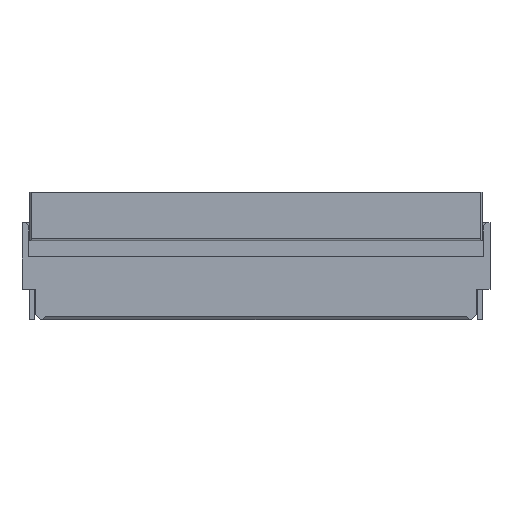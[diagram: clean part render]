
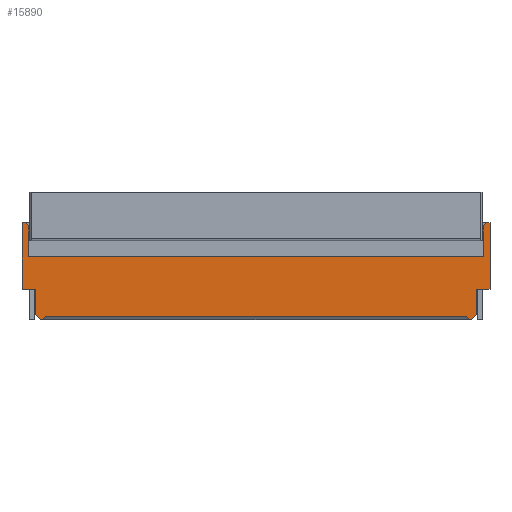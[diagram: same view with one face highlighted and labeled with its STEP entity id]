
A CAD part, top view. The second image highlights one B-rep face of the part: STEP entity #15890.
In plain terms, the highlighted planar face has unit normal (0, 0, 1).
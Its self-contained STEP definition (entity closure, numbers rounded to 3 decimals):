
#100=CARTESIAN_POINT('',(-6.9,1.,1.));
#110=VERTEX_POINT('',#100);
#360=CARTESIAN_POINT('',(-6.8,0.9,1.));
#370=VERTEX_POINT('',#360);
#400=CARTESIAN_POINT('',(10.,-15.9,1.));
#410=DIRECTION('',(-0.707,0.707,0.));
#420=VECTOR('',#410,1.);
#430=LINE('',#400,#420);
#440=EDGE_CURVE('',#370,#110,#430,.T.);
#2820=CARTESIAN_POINT('',(-6.8,-0.02,1.));
#2830=VERTEX_POINT('',#2820);
#2860=CARTESIAN_POINT('',(-6.8,0.695,1.));
#2870=DIRECTION('',(0.,1.,0.));
#2880=VECTOR('',#2870,1.);
#2890=LINE('',#2860,#2880);
#2900=EDGE_CURVE('',#2830,#370,#2890,.T.);
#5790=CARTESIAN_POINT('',(10.,1.,1.));
#5800=DIRECTION('',(-1.,0.,0.));
#5810=VECTOR('',#5800,1.);
#5820=LINE('',#5790,#5810);
#5830=CARTESIAN_POINT('',(-7.,1.,1.));
#5840=VERTEX_POINT('',#5830);
#5850=EDGE_CURVE('',#110,#5840,#5820,.T.);
#14450=CARTESIAN_POINT('',(-41.177,-1.494,
1.));
#14460=DIRECTION('',(0.,0.,1.));
#14470=DIRECTION('',(0.,-1.,0.));
#14480=AXIS2_PLACEMENT_3D('',#14450,#14460,#14470);
#14490=PLANE('',#14480);
#14500=CARTESIAN_POINT('',(6.8,0.695,1.));
#14510=DIRECTION('',(0.,1.,0.));
#14520=VECTOR('',#14510,1.);
#14530=LINE('',#14500,#14520);
#14540=CARTESIAN_POINT('',(6.8,-0.02,1.));
#14550=VERTEX_POINT('',#14540);
#14560=CARTESIAN_POINT('',(6.8,0.9,1.));
#14570=VERTEX_POINT('',#14560);
#14580=EDGE_CURVE('',#14550,#14570,#14530,.T.);
#14590=ORIENTED_EDGE('',*,*,#14580,.F.);
#14600=CARTESIAN_POINT('',(-10.,-15.9,1.));
#14610=DIRECTION('',(0.707,0.707,
0.));
#14620=VECTOR('',#14610,1.);
#14630=LINE('',#14600,#14620);
#14640=CARTESIAN_POINT('',(6.9,1.,1.));
#14650=VERTEX_POINT('',#14640);
#14660=EDGE_CURVE('',#14570,#14650,#14630,.T.);
#14670=ORIENTED_EDGE('',*,*,#14660,.F.);
#14680=CARTESIAN_POINT('',(-10.,1.,1.));
#14690=DIRECTION('',(1.,0.,0.));
#14700=VECTOR('',#14690,1.);
#14710=LINE('',#14680,#14700);
#14720=CARTESIAN_POINT('',(7.,1.,1.));
#14730=VERTEX_POINT('',#14720);
#14740=EDGE_CURVE('',#14650,#14730,#14710,.T.);
#14750=ORIENTED_EDGE('',*,*,#14740,.F.);
#14760=CARTESIAN_POINT('',(7.,0.695,1.));
#14770=DIRECTION('',(0.,1.,0.));
#14780=VECTOR('',#14770,1.);
#14790=LINE('',#14760,#14780);
#14800=CARTESIAN_POINT('',(7.,-1.,1.));
#14810=VERTEX_POINT('',#14800);
#14820=EDGE_CURVE('',#14810,#14730,#14790,.T.);
#14830=ORIENTED_EDGE('',*,*,#14820,.T.);
#14840=CARTESIAN_POINT('',(-10.,-1.,1.));
#14850=DIRECTION('',(-1.,0.,0.));
#14860=VECTOR('',#14850,1.);
#14870=LINE('',#14840,#14860);
#14880=CARTESIAN_POINT('',(6.603,-1.,1.));
#14890=VERTEX_POINT('',#14880);
#14900=EDGE_CURVE('',#14810,#14890,#14870,.T.);
#14910=ORIENTED_EDGE('',*,*,#14900,.F.);
#14920=CARTESIAN_POINT('',(6.603,0.695,1.));
#14930=DIRECTION('',(0.,1.,0.));
#14940=VECTOR('',#14930,1.);
#14950=LINE('',#14920,#14940);
#14960=CARTESIAN_POINT('',(6.603,-1.75,1.));
#14970=VERTEX_POINT('',#14960);
#14980=EDGE_CURVE('',#14970,#14890,#14950,.T.);
#14990=ORIENTED_EDGE('',*,*,#14980,.T.);
#15000=CARTESIAN_POINT('',(9.047,0.695,
1.));
#15010=DIRECTION('',(-0.707,-0.707,
0.));
#15020=VECTOR('',#15010,1.);
#15030=LINE('',#15000,#15020);
#15040=CARTESIAN_POINT('',(6.453,-1.9,1.));
#15050=VERTEX_POINT('',#15040);
#15060=EDGE_CURVE('',#14970,#15050,#15030,.T.);
#15070=ORIENTED_EDGE('',*,*,#15060,.F.);
#15080=CARTESIAN_POINT('',(7.5,-1.9,1.));
#15090=DIRECTION('',(1.,0.,0.));
#15100=VECTOR('',#15090,1.);
#15110=LINE('',#15080,#15100);
#15120=CARTESIAN_POINT('',(6.385,-1.9,1.));
#15130=VERTEX_POINT('',#15120);
#15140=EDGE_CURVE('',#15130,#15050,#15110,.T.);
#15150=ORIENTED_EDGE('',*,*,#15140,.T.);
#15160=CARTESIAN_POINT('',(3.79,0.695,
1.));
#15170=DIRECTION('',(-0.707,0.707,
0.));
#15180=VECTOR('',#15170,1.);
#15190=LINE('',#15160,#15180);
#15200=CARTESIAN_POINT('',(6.285,-1.8,1.));
#15210=VERTEX_POINT('',#15200);
#15220=EDGE_CURVE('',#15130,#15210,#15190,.T.);
#15230=ORIENTED_EDGE('',*,*,#15220,.F.);
#15240=CARTESIAN_POINT('',(4.,-1.8,1.));
#15250=DIRECTION('',(1.,0.,0.));
#15260=VECTOR('',#15250,1.);
#15270=LINE('',#15240,#15260);
#15280=CARTESIAN_POINT('',(-6.285,-1.8,1.));
#15290=VERTEX_POINT('',#15280);
#15300=EDGE_CURVE('',#15290,#15210,#15270,.T.);
#15310=ORIENTED_EDGE('',*,*,#15300,.T.);
#15320=CARTESIAN_POINT('',(-3.79,0.695,1.));
#15330=DIRECTION('',(0.707,0.707,
0.));
#15340=VECTOR('',#15330,1.);
#15350=LINE('',#15320,#15340);
#15360=CARTESIAN_POINT('',(-6.385,-1.9,1.));
#15370=VERTEX_POINT('',#15360);
#15380=EDGE_CURVE('',#15370,#15290,#15350,.T.);
#15390=ORIENTED_EDGE('',*,*,#15380,.T.);
#15400=CARTESIAN_POINT('',(-7.5,-1.9,1.));
#15410=DIRECTION('',(-1.,0.,0.));
#15420=VECTOR('',#15410,1.);
#15430=LINE('',#15400,#15420);
#15440=CARTESIAN_POINT('',(-6.453,-1.9,1.));
#15450=VERTEX_POINT('',#15440);
#15460=EDGE_CURVE('',#15370,#15450,#15430,.T.);
#15470=ORIENTED_EDGE('',*,*,#15460,.F.);
#15480=CARTESIAN_POINT('',(-9.047,0.695,1.));
#15490=DIRECTION('',(0.707,-0.707,
0.));
#15500=VECTOR('',#15490,1.);
#15510=LINE('',#15480,#15500);
#15520=CARTESIAN_POINT('',(-6.603,-1.75,1.));
#15530=VERTEX_POINT('',#15520);
#15540=EDGE_CURVE('',#15530,#15450,#15510,.T.);
#15550=ORIENTED_EDGE('',*,*,#15540,.T.);
#15560=CARTESIAN_POINT('',(-6.603,0.695,1.));
#15570=DIRECTION('',(0.,1.,0.));
#15580=VECTOR('',#15570,1.);
#15590=LINE('',#15560,#15580);
#15600=CARTESIAN_POINT('',(-6.603,-1.,1.));
#15610=VERTEX_POINT('',#15600);
#15620=EDGE_CURVE('',#15530,#15610,#15590,.T.);
#15630=ORIENTED_EDGE('',*,*,#15620,.F.);
#15640=CARTESIAN_POINT('',(10.,-1.,1.));
#15650=DIRECTION('',(1.,0.,0.));
#15660=VECTOR('',#15650,1.);
#15670=LINE('',#15640,#15660);
#15680=CARTESIAN_POINT('',(-7.,-1.,1.));
#15690=VERTEX_POINT('',#15680);
#15700=EDGE_CURVE('',#15690,#15610,#15670,.T.);
#15710=ORIENTED_EDGE('',*,*,#15700,.T.);
#15720=CARTESIAN_POINT('',(-7.,0.695,1.));
#15730=DIRECTION('',(0.,1.,0.));
#15740=VECTOR('',#15730,1.);
#15750=LINE('',#15720,#15740);
#15760=EDGE_CURVE('',#15690,#5840,#15750,.T.);
#15770=ORIENTED_EDGE('',*,*,#15760,.F.);
#15780=ORIENTED_EDGE('',*,*,#5850,.T.);
#15790=ORIENTED_EDGE('',*,*,#440,.T.);
#15800=ORIENTED_EDGE('',*,*,#2900,.T.);
#15810=CARTESIAN_POINT('',(1.,-0.02,1.));
#15820=DIRECTION('',(1.,0.,0.));
#15830=VECTOR('',#15820,1.);
#15840=LINE('',#15810,#15830);
#15850=EDGE_CURVE('',#2830,#14550,#15840,.T.);
#15860=ORIENTED_EDGE('',*,*,#15850,.F.);
#15870=EDGE_LOOP('',(#15860,#15800,#15790,#15780,#15770,#15710,#15630,
#15550,#15470,#15390,#15310,#15230,#15150,#15070,#14990,#14910,#14830,
#14750,#14670,#14590));
#15880=FACE_OUTER_BOUND('',#15870,.T.);
#15890=ADVANCED_FACE('',(#15880),#14490,.T.);
